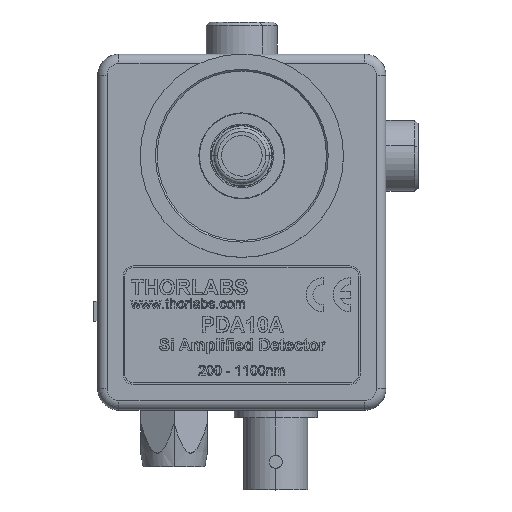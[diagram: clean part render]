
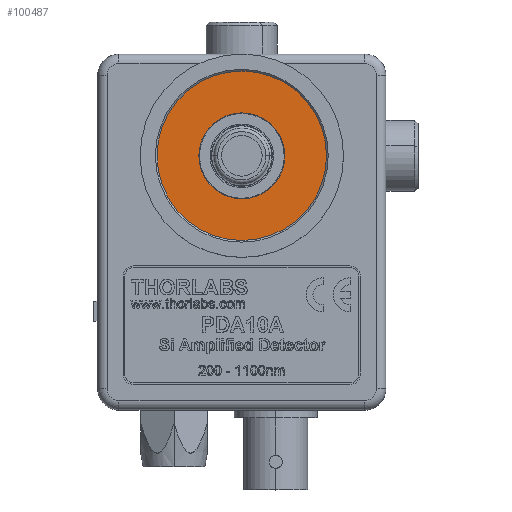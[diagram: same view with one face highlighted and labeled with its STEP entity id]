
A CAD part, top view. The second image highlights one B-rep face of the part: STEP entity #100487.
In plain terms, the highlighted planar face has unit normal (0, 0, 1).
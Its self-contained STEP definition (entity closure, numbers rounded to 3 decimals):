
#41941 = DIRECTION ( 'NONE',  ( 1., 0., 0. ) ) ;
#41942 = DIRECTION ( 'NONE',  ( 0., 0., 1. ) ) ;
#41943 = CARTESIAN_POINT ( 'NONE',  ( 21.59, 38.1, 21.082 ) ) ;
#41944 = AXIS2_PLACEMENT_3D ( 'NONE', #41943, #41942, #41941 ) ;
#41945 = CIRCLE ( 'NONE', #41944, 6.439 ) ;
#46289 = CARTESIAN_POINT ( 'NONE',  ( 15.151, 38.1, 21.082 ) ) ;
#46320 = CARTESIAN_POINT ( 'NONE',  ( 28.029, 38.1, 21.082 ) ) ;
#46359 = DIRECTION ( 'NONE',  ( 1., 0., 0. ) ) ;
#46360 = DIRECTION ( 'NONE',  ( 0., 0., 1. ) ) ;
#46361 = CARTESIAN_POINT ( 'NONE',  ( 21.59, 38.1, 21.082 ) ) ;
#46362 = AXIS2_PLACEMENT_3D ( 'NONE', #46361, #46360, #46359 ) ;
#46363 = CIRCLE ( 'NONE', #46362, 6.439 ) ;
#46521 = CARTESIAN_POINT ( 'NONE',  ( 8.445, 38.1, 21.082 ) ) ;
#46549 = CARTESIAN_POINT ( 'NONE',  ( 34.735, 38.1, 21.082 ) ) ;
#46550 = DIRECTION ( 'NONE',  ( 1., 0., 0. ) ) ;
#46551 = DIRECTION ( 'NONE',  ( 0., 0., 1. ) ) ;
#46552 = CARTESIAN_POINT ( 'NONE',  ( 21.59, 38.1, 21.082 ) ) ;
#46553 = AXIS2_PLACEMENT_3D ( 'NONE', #46552, #46551, #46550 ) ;
#46554 = CIRCLE ( 'NONE', #46553, 13.145 ) ;
#47644 = PLANE ( 'NONE',  #47691 ) ;
#47659 = FACE_OUTER_BOUND ( 'NONE', #100409, .T. ) ;
#47664 = FACE_BOUND ( 'NONE', #100488, .T. ) ;
#47688 = DIRECTION ( 'NONE',  ( 1., 0., 0. ) ) ;
#47689 = DIRECTION ( 'NONE',  ( 0., 0., 1. ) ) ;
#47690 = CARTESIAN_POINT ( 'NONE',  ( 21.59, 38.1, 21.082 ) ) ;
#47691 = AXIS2_PLACEMENT_3D ( 'NONE', #47690, #47689, #47688 ) ;
#48560 = DIRECTION ( 'NONE',  ( 1., 0., 0. ) ) ;
#48561 = DIRECTION ( 'NONE',  ( 0., 0., 1. ) ) ;
#48562 = CARTESIAN_POINT ( 'NONE',  ( 21.59, 38.1, 21.082 ) ) ;
#48563 = AXIS2_PLACEMENT_3D ( 'NONE', #48562, #48561, #48560 ) ;
#48564 = CIRCLE ( 'NONE', #48563, 13.145 ) ;
#98746 = EDGE_CURVE ( 'NONE', #100115, #100113, #41945, .T. ) ;
#100113 = VERTEX_POINT ( 'NONE', #46289 ) ;
#100115 = VERTEX_POINT ( 'NONE', #46320 ) ;
#100125 = EDGE_CURVE ( 'NONE', #100113, #100115, #46363, .T. ) ;
#100182 = VERTEX_POINT ( 'NONE', #46521 ) ;
#100188 = EDGE_CURVE ( 'NONE', #100189, #100182, #46554, .T. ) ;
#100189 = VERTEX_POINT ( 'NONE', #46549 ) ;
#100408 = ORIENTED_EDGE ( 'NONE', *, *, #100125, .F. ) ;
#100409 = EDGE_LOOP ( 'NONE', ( #100474, #100486 ) ) ;
#100460 = ORIENTED_EDGE ( 'NONE', *, *, #98746, .F. ) ;
#100474 = ORIENTED_EDGE ( 'NONE', *, *, #100763, .T. ) ;
#100486 = ORIENTED_EDGE ( 'NONE', *, *, #100188, .T. ) ;
#100487 = ADVANCED_FACE ( 'NONE', ( #47664, #47659 ), #47644, .T. ) ;
#100488 = EDGE_LOOP ( 'NONE', ( #100460, #100408 ) ) ;
#100763 = EDGE_CURVE ( 'NONE', #100182, #100189, #48564, .T. ) ;
